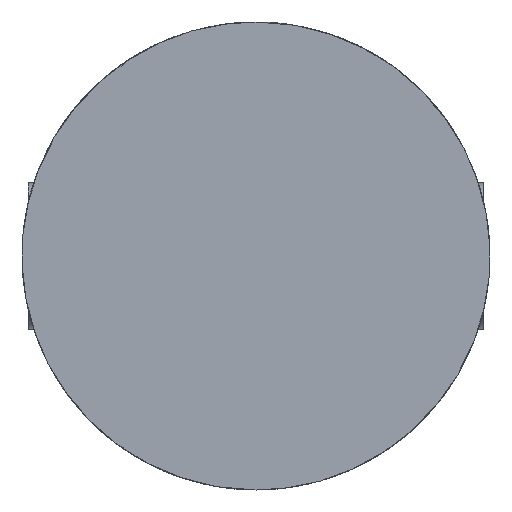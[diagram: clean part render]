
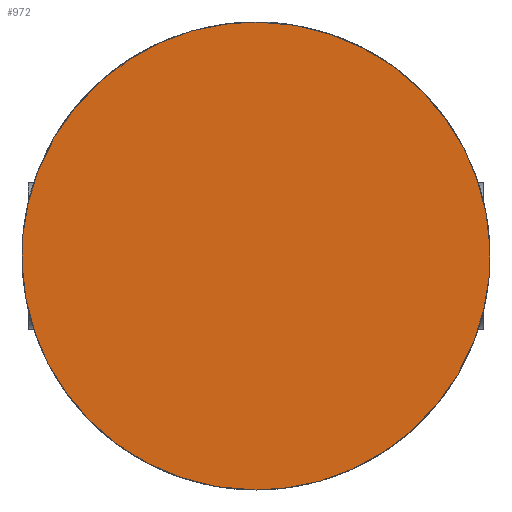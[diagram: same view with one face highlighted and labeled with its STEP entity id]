
A CAD part, left-side view. The second image highlights one B-rep face of the part: STEP entity #972.
In plain terms, the highlighted free-form (B-spline) face has degree [1, 1] with [2, 2] control points.
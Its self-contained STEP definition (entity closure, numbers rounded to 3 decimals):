
#760 = VERTEX_POINT('',#761);
#761 = CARTESIAN_POINT('',(-63.084,0.,
    -12.617));
#766 = EDGE_CURVE('',#760,#767,#769,.T.);
#767 = VERTEX_POINT('',#768);
#768 = CARTESIAN_POINT('',(-63.084,0.,12.617));
#769 = ( BOUNDED_CURVE() B_SPLINE_CURVE(2,(#770,#771,#772,#773,#774),
.UNSPECIFIED.,.F.,.F.) B_SPLINE_CURVE_WITH_KNOTS((3,2,3),(0.,
1.571,3.142),.PIECEWISE_BEZIER_KNOTS.) CURVE() 
GEOMETRIC_REPRESENTATION_ITEM() RATIONAL_B_SPLINE_CURVE((1.,
0.707,1.,0.707,1.)) REPRESENTATION_ITEM('') );
#770 = CARTESIAN_POINT('',(-63.084,0.,-12.617));
#771 = CARTESIAN_POINT('',(-63.084,12.617,
    -12.617));
#772 = CARTESIAN_POINT('',(-63.084,12.617,
    0.));
#773 = CARTESIAN_POINT('',(-63.084,12.617,
    12.617));
#774 = CARTESIAN_POINT('',(-63.084,0.,
    12.617));
#954 = EDGE_CURVE('',#767,#760,#955,.T.);
#955 = ( BOUNDED_CURVE() B_SPLINE_CURVE(2,(#956,#957,#958,#959,#960),
.UNSPECIFIED.,.F.,.F.) B_SPLINE_CURVE_WITH_KNOTS((3,2,3),(3.142,
4.712,6.283),.PIECEWISE_BEZIER_KNOTS.) CURVE() 
GEOMETRIC_REPRESENTATION_ITEM() RATIONAL_B_SPLINE_CURVE((1.,
0.707,1.,0.707,1.)) REPRESENTATION_ITEM('') );
#956 = CARTESIAN_POINT('',(-63.084,0.,
    12.617));
#957 = CARTESIAN_POINT('',(-63.084,-12.617,
    12.617));
#958 = CARTESIAN_POINT('',(-63.084,-12.617,
    0.));
#959 = CARTESIAN_POINT('',(-63.084,-12.617,
    -12.617));
#960 = CARTESIAN_POINT('',(-63.084,0.,
    -12.617));
#972 = ADVANCED_FACE('',(#973),#977,.F.);
#973 = FACE_BOUND('',#974,.T.);
#974 = EDGE_LOOP('',(#975,#976));
#975 = ORIENTED_EDGE('',*,*,#954,.F.);
#976 = ORIENTED_EDGE('',*,*,#766,.F.);
#977 = B_SPLINE_SURFACE_WITH_KNOTS('',1,1,(
    (#978,#979)
    ,(#980,#981
    )),.UNSPECIFIED.,.F.,.F.,.F.,(2,2),(2,2),(-11.,11.),(-11.,11.),
  .PIECEWISE_BEZIER_KNOTS.);
#978 = CARTESIAN_POINT('',(-63.084,-12.617,
    12.617));
#979 = CARTESIAN_POINT('',(-63.084,12.617,
    12.617));
#980 = CARTESIAN_POINT('',(-63.084,-12.617,
    -12.617));
#981 = CARTESIAN_POINT('',(-63.084,12.617,
    -12.617));
